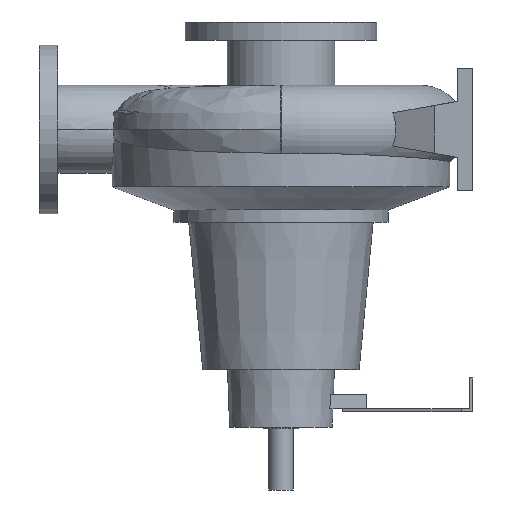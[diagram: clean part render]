
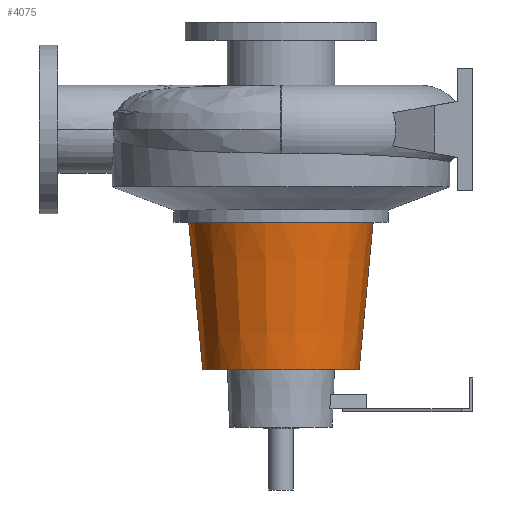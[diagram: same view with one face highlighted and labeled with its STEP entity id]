
A CAD part, left-side view. The second image highlights one B-rep face of the part: STEP entity #4075.
In plain terms, the highlighted conical face has half-angle 5.404 degrees and reference radius 102 mm.
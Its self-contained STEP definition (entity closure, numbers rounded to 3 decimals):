
#201 = CONICAL_SURFACE ( 'NONE', #2547, 102., 0.094 ) ;
#303 = VERTEX_POINT ( 'NONE', #3982 ) ;
#435 = DIRECTION ( 'NONE',  ( 0., -1., 0. ) ) ;
#450 = CARTESIAN_POINT ( 'NONE',  ( 0., 120.162, -121. ) ) ;
#785 = DIRECTION ( 'NONE',  ( 0., 0., 1. ) ) ;
#856 = DIRECTION ( 'NONE',  ( 0., -1., 0. ) ) ;
#1023 = CARTESIAN_POINT ( 'NONE',  ( 0., 102., -313. ) ) ;
#1144 = CARTESIAN_POINT ( 'NONE',  ( 0., -102., -313. ) ) ;
#1471 = DIRECTION ( 'NONE',  ( 0., 0.094, 0.996 ) ) ;
#1554 = DIRECTION ( 'NONE',  ( 0., -1., 0. ) ) ;
#1991 = CARTESIAN_POINT ( 'NONE',  ( 0., 0., -313. ) ) ;
#2013 = VERTEX_POINT ( 'NONE', #4889 ) ;
#2220 = EDGE_LOOP ( 'NONE', ( #4045, #4356, #4266, #4490 ) ) ;
#2337 = EDGE_CURVE ( 'NONE', #3543, #303, #3032, .T. ) ;
#2344 = DIRECTION ( 'NONE',  ( 0., -0.094, 0.996 ) ) ;
#2547 = AXIS2_PLACEMENT_3D ( 'NONE', #2649, #4870, #1554 ) ;
#2649 = CARTESIAN_POINT ( 'NONE',  ( 0., 0., -313. ) ) ;
#2754 = CIRCLE ( 'NONE', #4614, 102. ) ;
#2776 = EDGE_CURVE ( 'NONE', #2013, #3543, #2754, .T. ) ;
#2779 = EDGE_CURVE ( 'NONE', #2013, #4007, #4307, .T. ) ;
#3032 = LINE ( 'NONE', #4084, #3901 ) ;
#3543 = VERTEX_POINT ( 'NONE', #1144 ) ;
#3840 = FACE_OUTER_BOUND ( 'NONE', #2220, .T. ) ;
#3901 = VECTOR ( 'NONE', #2344, 1000. ) ;
#3982 = CARTESIAN_POINT ( 'NONE',  ( 0., -120.162, -121. ) ) ;
#4007 = VERTEX_POINT ( 'NONE', #450 ) ;
#4045 = ORIENTED_EDGE ( 'NONE', *, *, #2779, .F. ) ;
#4075 = ADVANCED_FACE ( 'NONE', ( #3840 ), #201, .T. ) ;
#4084 = CARTESIAN_POINT ( 'NONE',  ( 0., -102., -313. ) ) ;
#4266 = ORIENTED_EDGE ( 'NONE', *, *, #2337, .T. ) ;
#4307 = LINE ( 'NONE', #1023, #5795 ) ;
#4356 = ORIENTED_EDGE ( 'NONE', *, *, #2776, .T. ) ;
#4490 = ORIENTED_EDGE ( 'NONE', *, *, #6524, .F. ) ;
#4535 = AXIS2_PLACEMENT_3D ( 'NONE', #4720, #785, #856 ) ;
#4614 = AXIS2_PLACEMENT_3D ( 'NONE', #1991, #4895, #435 ) ;
#4720 = CARTESIAN_POINT ( 'NONE',  ( 0., 0., -121. ) ) ;
#4870 = DIRECTION ( 'NONE',  ( 0., 0., 1. ) ) ;
#4889 = CARTESIAN_POINT ( 'NONE',  ( 0., 102., -313. ) ) ;
#4895 = DIRECTION ( 'NONE',  ( 0., 0., 1. ) ) ;
#5795 = VECTOR ( 'NONE', #1471, 1000. ) ;
#6413 = CIRCLE ( 'NONE', #4535, 120.162 ) ;
#6524 = EDGE_CURVE ( 'NONE', #4007, #303, #6413, .T. ) ;
